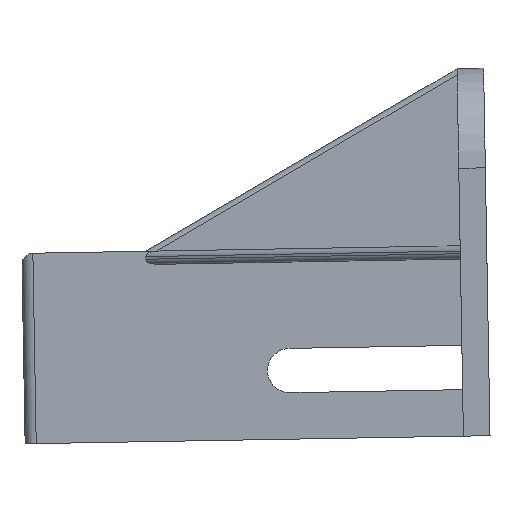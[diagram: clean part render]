
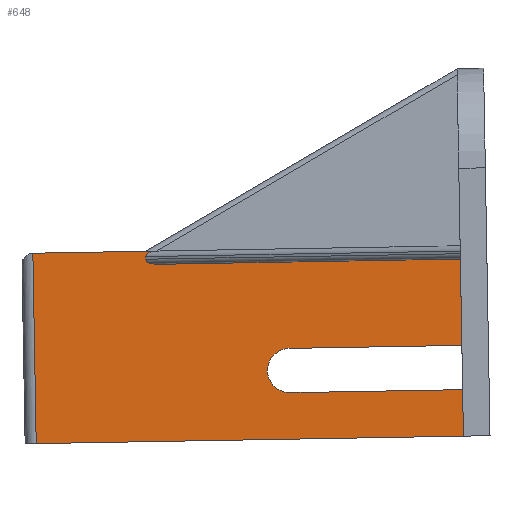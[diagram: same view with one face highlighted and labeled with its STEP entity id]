
A CAD part, left-side view. The second image highlights one B-rep face of the part: STEP entity #648.
In plain terms, the highlighted planar face has unit normal (-1, 0, 0).
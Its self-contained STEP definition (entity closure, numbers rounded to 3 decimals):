
#14 = DIRECTION ( 'NONE',  ( 1., 0., 0. ) ) ;
#17 = ORIENTED_EDGE ( 'NONE', *, *, #208, .T. ) ;
#34 = CARTESIAN_POINT ( 'NONE',  ( -5., 70.558, -69.408 ) ) ;
#55 = VERTEX_POINT ( 'NONE', #1050 ) ;
#62 = AXIS2_PLACEMENT_3D ( 'NONE', #731, #14, #926 ) ;
#68 = EDGE_CURVE ( 'NONE', #432, #360, #867, .T. ) ;
#97 = CARTESIAN_POINT ( 'NONE',  ( -5., 41.026, -16.885 ) ) ;
#118 = CARTESIAN_POINT ( 'NONE',  ( -5., -28.427, -67.68 ) ) ;
#166 = EDGE_CURVE ( 'NONE', #743, #1445, #1997, .T. ) ;
#179 = DIRECTION ( 'NONE',  ( 0., -1., 0.017 ) ) ;
#208 = EDGE_CURVE ( 'NONE', #55, #1778, #944, .T. ) ;
#221 = CARTESIAN_POINT ( 'NONE',  ( -5., 70.768, -57.41 ) ) ;
#230 = CARTESIAN_POINT ( 'NONE',  ( -5., 43.502, -15.128 ) ) ;
#250 = VERTEX_POINT ( 'NONE', #1686 ) ;
#253 = VECTOR ( 'NONE', #1039, 1000. ) ;
#295 =( BOUNDED_CURVE ( )  B_SPLINE_CURVE ( 3, ( #1478, #1147, #1880, #971 ),
 .UNSPECIFIED., .F., .F. ) 
 B_SPLINE_CURVE_WITH_KNOTS ( ( 4, 4 ),
 ( 1.571, 3.142 ),
 .UNSPECIFIED. ) 
 CURVE ( )  GEOMETRIC_REPRESENTATION_ITEM ( )  RATIONAL_B_SPLINE_CURVE ( ( 1., 0.805, 0.805, 1. ) ) 
 REPRESENTATION_ITEM ( '' )  );
#305 = CARTESIAN_POINT ( 'NONE',  ( -5., 10.96, -45.864 ) ) ;
#337 = CARTESIAN_POINT ( 'NONE',  ( -5., -27.816, -32.686 ) ) ;
#339 = ORIENTED_EDGE ( 'NONE', *, *, #916, .T. ) ;
#341 = CARTESIAN_POINT ( 'NONE',  ( -5., 68.059, -69.364 ) ) ;
#353 = DIRECTION ( 'NONE',  ( 0., 0.017, 1. ) ) ;
#360 = VERTEX_POINT ( 'NONE', #840 ) ;
#432 = VERTEX_POINT ( 'NONE', #786 ) ;
#476 = CARTESIAN_POINT ( 'NONE',  ( -5., -28.427, -67.68 ) ) ;
#493 = EDGE_CURVE ( 'NONE', #432, #743, #1210, .T. ) ;
#533 =( BOUNDED_CURVE ( )  B_SPLINE_CURVE ( 3, ( #230, #967, #809, #627 ),
 .UNSPECIFIED., .F., .F. ) 
 B_SPLINE_CURVE_WITH_KNOTS ( ( 4, 4 ),
 ( 3.142, 4.712 ),
 .UNSPECIFIED. ) 
 CURVE ( )  GEOMETRIC_REPRESENTATION_ITEM ( )  RATIONAL_B_SPLINE_CURVE ( ( 1., 0.805, 0.805, 1. ) ) 
 REPRESENTATION_ITEM ( '' )  );
#534 = EDGE_CURVE ( 'NONE', #951, #2237, #1775, .T. ) ;
#541 = CARTESIAN_POINT ( 'NONE',  ( -5., 42.563, -68.919 ) ) ;
#550 = VECTOR ( 'NONE', #353, 1000. ) ;
#576 = ORIENTED_EDGE ( 'NONE', *, *, #645, .T. ) ;
#584 = VERTEX_POINT ( 'NONE', #2379 ) ;
#597 = ORIENTED_EDGE ( 'NONE', *, *, #1816, .T. ) ;
#598 = VECTOR ( 'NONE', #179, 1000. ) ;
#619 = DIRECTION ( 'NONE',  ( 0., -0.017, -1. ) ) ;
#627 = CARTESIAN_POINT ( 'NONE',  ( -5., 41.078, -13.885 ) ) ;
#645 = EDGE_CURVE ( 'NONE', #250, #951, #2191, .T. ) ;
#648 = ADVANCED_FACE ( 'NONE', ( #1282 ), #1625, .F. ) ;
#689 = CARTESIAN_POINT ( 'NONE',  ( -5., 71.518, -14.416 ) ) ;
#731 = CARTESIAN_POINT ( 'NONE',  ( -5., 11.047, -40.865 ) ) ;
#736 = ORIENTED_EDGE ( 'NONE', *, *, #2061, .F. ) ;
#742 = CARTESIAN_POINT ( 'NONE',  ( -5., -27.859, -35.185 ) ) ;
#743 = VERTEX_POINT ( 'NONE', #2050 ) ;
#748 = LINE ( 'NONE', #1711, #1876 ) ;
#768 = CARTESIAN_POINT ( 'NONE',  ( -5., -28.217, -55.682 ) ) ;
#786 = CARTESIAN_POINT ( 'NONE',  ( -5., 69.019, -14.373 ) ) ;
#798 = VECTOR ( 'NONE', #2169, 1000. ) ;
#807 = ORIENTED_EDGE ( 'NONE', *, *, #1946, .T. ) ;
#809 = CARTESIAN_POINT ( 'NONE',  ( -5., 42.51, -13.91 ) ) ;
#833 = CIRCLE ( 'NONE', #62, 5. ) ;
#840 = CARTESIAN_POINT ( 'NONE',  ( -5., 41.078, -13.885 ) ) ;
#856 = CARTESIAN_POINT ( 'NONE',  ( -5., -28.078, -47.683 ) ) ;
#867 = LINE ( 'NONE', #689, #253 ) ;
#895 = CARTESIAN_POINT ( 'NONE',  ( -5., -33.859, -35.081 ) ) ;
#916 = EDGE_CURVE ( 'NONE', #1638, #250, #833, .T. ) ;
#926 = DIRECTION ( 'NONE',  ( 0., 0.017, 1. ) ) ;
#937 = VERTEX_POINT ( 'NONE', #1859 ) ;
#944 = LINE ( 'NONE', #541, #550 ) ;
#951 = VERTEX_POINT ( 'NONE', #742 ) ;
#967 = CARTESIAN_POINT ( 'NONE',  ( -5., 43.514, -14.425 ) ) ;
#971 = CARTESIAN_POINT ( 'NONE',  ( -5., 43.491, -15.728 ) ) ;
#1039 = DIRECTION ( 'NONE',  ( 0., -1., 0.017 ) ) ;
#1050 = CARTESIAN_POINT ( 'NONE',  ( -5., 43.491, -15.728 ) ) ;
#1063 = LINE ( 'NONE', #1406, #798 ) ;
#1064 = VECTOR ( 'NONE', #2350, 1000. ) ;
#1075 = VECTOR ( 'NONE', #619, 1000. ) ;
#1095 = AXIS2_PLACEMENT_3D ( 'NONE', #34, #1130, #2261 ) ;
#1130 = DIRECTION ( 'NONE',  ( 1., 0., 0. ) ) ;
#1147 = CARTESIAN_POINT ( 'NONE',  ( -5., 42.458, -16.91 ) ) ;
#1166 = DIRECTION ( 'NONE',  ( 0., -1., 0.017 ) ) ;
#1210 = LINE ( 'NONE', #341, #2010 ) ;
#1270 = EDGE_CURVE ( 'NONE', #584, #1638, #1063, .T. ) ;
#1282 = FACE_OUTER_BOUND ( 'NONE', #2109, .T. ) ;
#1285 = DIRECTION ( 'NONE',  ( 0., 0.017, 1. ) ) ;
#1330 = ORIENTED_EDGE ( 'NONE', *, *, #493, .T. ) ;
#1335 = CARTESIAN_POINT ( 'NONE',  ( -5., 43.502, -15.128 ) ) ;
#1386 = LINE ( 'NONE', #476, #1611 ) ;
#1406 = CARTESIAN_POINT ( 'NONE',  ( -5., 10.96, -45.864 ) ) ;
#1445 = VERTEX_POINT ( 'NONE', #768 ) ;
#1474 = ORIENTED_EDGE ( 'NONE', *, *, #534, .T. ) ;
#1478 = CARTESIAN_POINT ( 'NONE',  ( -5., 41.026, -16.885 ) ) ;
#1518 = VERTEX_POINT ( 'NONE', #97 ) ;
#1537 = LINE ( 'NONE', #2238, #1954 ) ;
#1550 = EDGE_CURVE ( 'NONE', #1778, #360, #533, .T. ) ;
#1583 = DIRECTION ( 'NONE',  ( 0., 0.017, 1. ) ) ;
#1611 = VECTOR ( 'NONE', #1583, 1000. ) ;
#1625 = PLANE ( 'NONE',  #1095 ) ;
#1638 = VERTEX_POINT ( 'NONE', #305 ) ;
#1686 = CARTESIAN_POINT ( 'NONE',  ( -5., 11.135, -35.866 ) ) ;
#1704 = ORIENTED_EDGE ( 'NONE', *, *, #166, .T. ) ;
#1711 = CARTESIAN_POINT ( 'NONE',  ( -5., -28.427, -67.68 ) ) ;
#1775 = LINE ( 'NONE', #118, #1064 ) ;
#1778 = VERTEX_POINT ( 'NONE', #1335 ) ;
#1816 = EDGE_CURVE ( 'NONE', #2237, #937, #748, .T. ) ;
#1842 = EDGE_CURVE ( 'NONE', #1518, #55, #295, .T. ) ;
#1859 = CARTESIAN_POINT ( 'NONE',  ( -5., -27.519, -15.688 ) ) ;
#1876 = VECTOR ( 'NONE', #1285, 1000. ) ;
#1880 = CARTESIAN_POINT ( 'NONE',  ( -5., 43.479, -16.43 ) ) ;
#1946 = EDGE_CURVE ( 'NONE', #1445, #2248, #1386, .T. ) ;
#1954 = VECTOR ( 'NONE', #1166, 1000. ) ;
#1988 = EDGE_CURVE ( 'NONE', #584, #2248, #2262, .T. ) ;
#1997 = LINE ( 'NONE', #221, #2128 ) ;
#2010 = VECTOR ( 'NONE', #2127, 1000. ) ;
#2050 = CARTESIAN_POINT ( 'NONE',  ( -5., 68.268, -57.366 ) ) ;
#2061 = EDGE_CURVE ( 'NONE', #1518, #937, #1537, .T. ) ;
#2109 = EDGE_LOOP ( 'NONE', ( #1330, #1704, #807, #2334, #2152, #339, #576, #1474, #597, #736, #2340, #17, #2217, #2225 ) ) ;
#2127 = DIRECTION ( 'NONE',  ( 0., -0.017, -1. ) ) ;
#2128 = VECTOR ( 'NONE', #2372, 1000. ) ;
#2152 = ORIENTED_EDGE ( 'NONE', *, *, #1270, .T. ) ;
#2169 = DIRECTION ( 'NONE',  ( 0., 1., -0.017 ) ) ;
#2191 = LINE ( 'NONE', #895, #598 ) ;
#2217 = ORIENTED_EDGE ( 'NONE', *, *, #1550, .T. ) ;
#2225 = ORIENTED_EDGE ( 'NONE', *, *, #68, .F. ) ;
#2237 = VERTEX_POINT ( 'NONE', #337 ) ;
#2238 = CARTESIAN_POINT ( 'NONE',  ( -5., 71.466, -17.416 ) ) ;
#2248 = VERTEX_POINT ( 'NONE', #856 ) ;
#2261 = DIRECTION ( 'NONE',  ( 0., -1., 0.017 ) ) ;
#2262 = LINE ( 'NONE', #2311, #1075 ) ;
#2311 = CARTESIAN_POINT ( 'NONE',  ( -5., -28.427, -67.68 ) ) ;
#2334 = ORIENTED_EDGE ( 'NONE', *, *, #1988, .F. ) ;
#2340 = ORIENTED_EDGE ( 'NONE', *, *, #1842, .T. ) ;
#2350 = DIRECTION ( 'NONE',  ( 0., 0.017, 1. ) ) ;
#2372 = DIRECTION ( 'NONE',  ( 0., -1., 0.017 ) ) ;
#2379 = CARTESIAN_POINT ( 'NONE',  ( -5., -28.034, -45.184 ) ) ;
